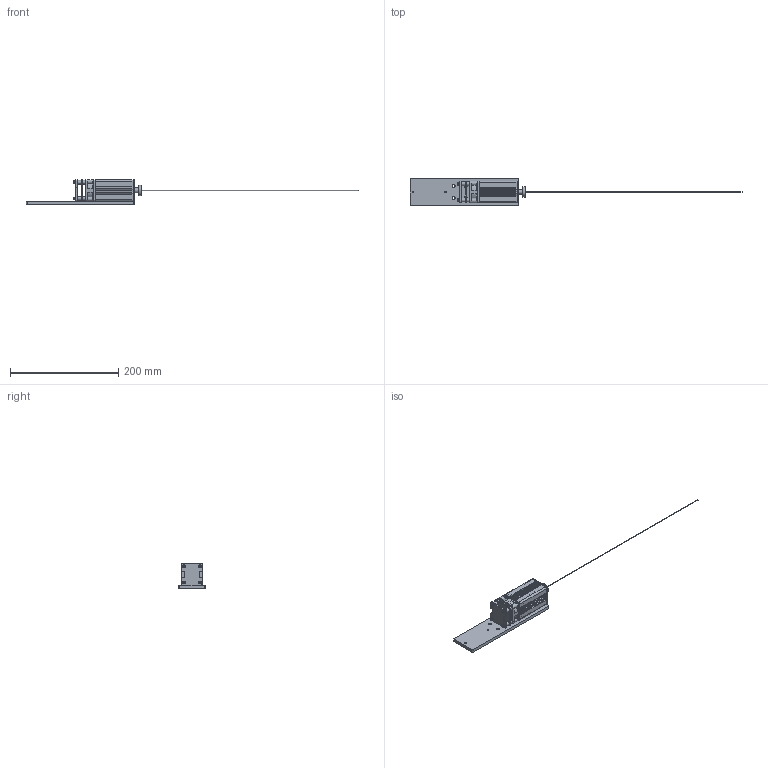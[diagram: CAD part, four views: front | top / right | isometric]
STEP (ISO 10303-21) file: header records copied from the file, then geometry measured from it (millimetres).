
FILE_DESCRIPTION(/* description */ (''),/* implementation_level */ '2;1');
FILE_NAME(/* name */ 'tool_laser.step',/* time_stamp */ '2023-10-18T15:58:21+02:00',/* author */ (''),/* organization */ (''),/* preprocessor_version */ 'ST-DEVELOPER v20',/* originating_system */ 'Autodesk Translation Framework v12.14.0.127',/* authorisation */ '');
FILE_SCHEMA (('AUTOMOTIVE_DESIGN { 1 0 10303 214 3 1 1 }'));
Length unit declared in the file: millimetre
Products named in the file (2): Attacco IRB 1200; Laser modul
Assembly tree (1 placements, depth 2):
  Attacco IRB 1200
    Laser modul
Bounding box: 613.34 x 50 x 46 mm (x, y, z)
Volume: 131233.4 mm3; surface area: 106021.8 mm2
Topology: 27 solids, 35 shells, 706 faces, 1937 edges, 1289 vertices
Faces by surface type: plane 377, cylinder 276, bspline 30, torus 13, cone 10
Full cylindrical faces by diameter (mm): 1.159 x1, 2.5 x2, 2.6 x11, 2.9 x4, 3 x12, 3.4 x6, 4 x20, 5 x1, 5.5 x8, 5.6 x4, 7 x8, 8.8 x1, 9 x3, 19 x1, 19.9 x1, 20 x2, 36 x1
Entity records: 25805 total; most frequent: CARTESIAN_POINT 7192, ORIENTED_EDGE 3858, DIRECTION 3810, EDGE_CURVE 1933, AXIS2_PLACEMENT_3D 1331, VERTEX_POINT 1289, LINE 1148, VECTOR 1148
